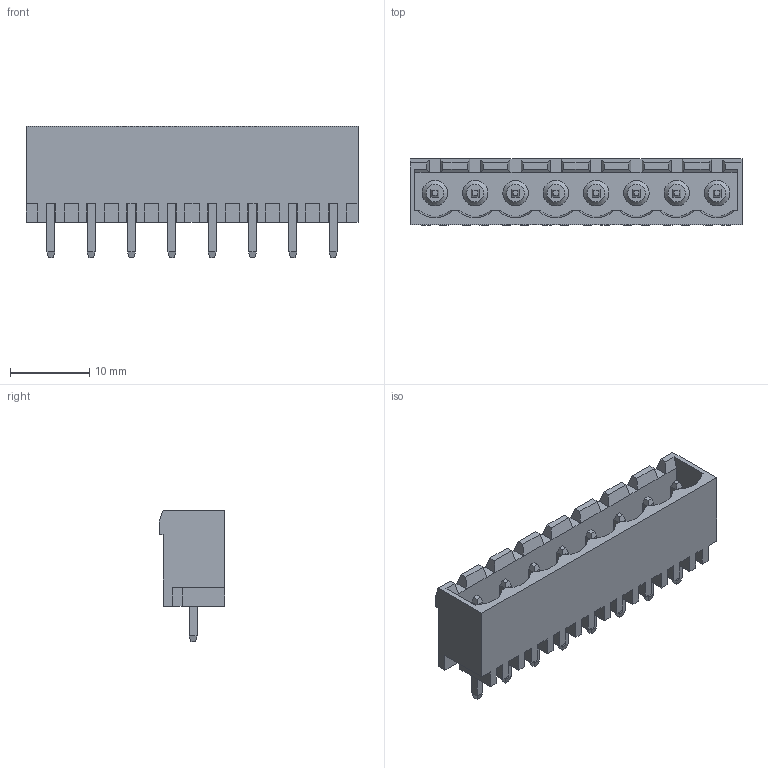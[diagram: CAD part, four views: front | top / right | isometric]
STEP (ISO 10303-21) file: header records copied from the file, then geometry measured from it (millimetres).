
FILE_DESCRIPTION(/* description */ ('model of Conn_Universal-5.08-8P-TOP'),/* implementation_level */ '2;1');
FILE_NAME(/* name */ 'Conn_Universal-5.08-8P-TOP.stp',/* time_stamp */ '2015-12-05T23:10:39',/* author */ ('Joan The Spark',''),/* organization */ (''),/* preprocessor_version */ '',/* originating_system */ '',/* authorisation */ '');
FILE_SCHEMA (('AUTOMOTIVE_DESIGN { 1 0 10303 214 3 1 1 }'));
Length unit declared in the file: millimetre
Products named in the file (1): Conn_Universal-5.08-xP-TOP
Bounding box: 41.84 x 8.3 x 16.6 mm (x, y, z)
Volume: 1889 mm3; surface area: 3689.5 mm2
Topology: 1 solids, 1 shells, 459 faces, 1156 edges, 736 vertices
Faces by surface type: plane 426, cylinder 17, cone 16
Full cylindrical faces by diameter (mm): 1.4 x1, 3.2 x8
Entity records: 13620 total; most frequent: CARTESIAN_POINT 2367, ORIENTED_EDGE 2278, DIRECTION 2093, EDGE_CURVE 1139, LINE 1073, VECTOR 1073, VERTEX_POINT 736, EDGE_LOOP 513
